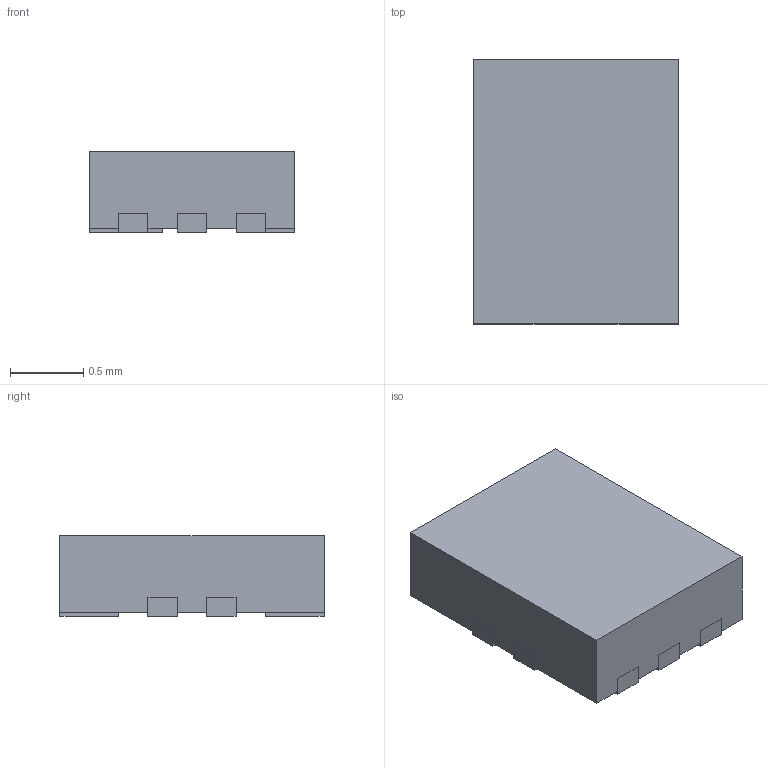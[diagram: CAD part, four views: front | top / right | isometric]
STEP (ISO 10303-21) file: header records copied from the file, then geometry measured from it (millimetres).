
FILE_DESCRIPTION((''),'2;1');
FILE_NAME('RSW0010A_ASM','2017-05-08T',('a0412086'),(''),'CREO PARAMETRIC BY PTC INC, 2016050','CREO PARAMETRIC BY PTC INC, 2016050','');
FILE_SCHEMA(('AUTOMOTIVE_DESIGN { 1 0 10303 214 1 1 1 1 }'));
Length unit declared in the file: millimetre
Products named in the file (3): FRAME; BODY; RSW0010A_ASM
Assembly tree (2 placements, depth 2):
  RSW0010A_ASM
    FRAME
    BODY
Bounding box: 1.4 x 1.8 x 0.55 mm (x, y, z)
Volume: 1.3 mm3; surface area: 12.5 mm2
Topology: 11 solids, 11 shells, 108 faces, 258 edges, 172 vertices
Faces by surface type: plane 108
Entity records: 4146 total; most frequent: CARTESIAN_POINT 550, ORIENTED_EDGE 516, DIRECTION 484, PRESENTATION_STYLE_ASSIGNMENT 279, STYLED_ITEM 269, VECTOR 258, LINE 258, CURVE_STYLE 258
